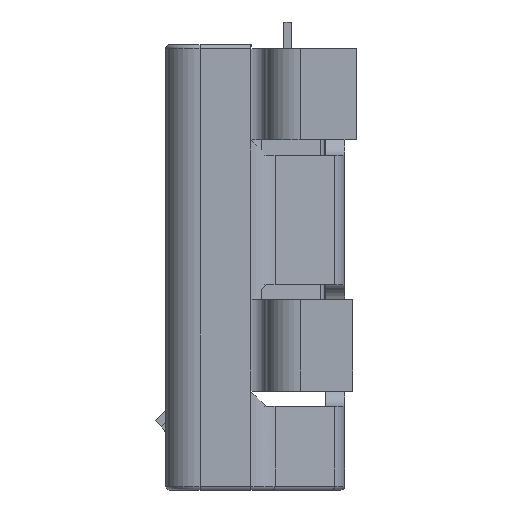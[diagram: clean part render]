
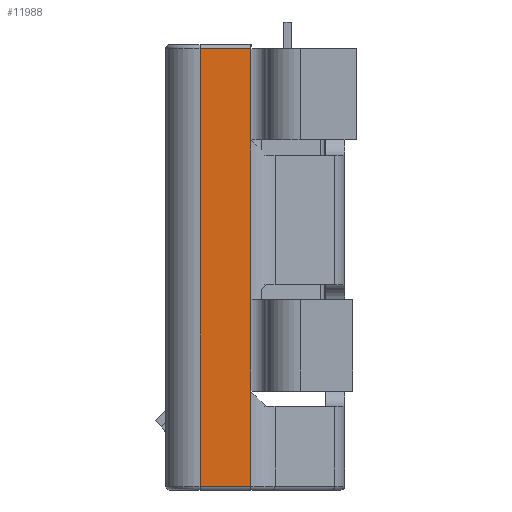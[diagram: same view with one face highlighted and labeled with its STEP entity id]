
A CAD part, left-side view. The second image highlights one B-rep face of the part: STEP entity #11988.
In plain terms, the highlighted planar face has unit normal (-1, 0, 0).
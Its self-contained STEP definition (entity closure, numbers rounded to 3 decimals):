
#539 = VERTEX_POINT ( 'NONE', #8841 ) ;
#748 = CARTESIAN_POINT ( 'NONE',  ( -3.7, 0.725, 5.8 ) ) ;
#1184 = CARTESIAN_POINT ( 'NONE',  ( -3.7, 0.058, 5.8 ) ) ;
#1516 = CARTESIAN_POINT ( 'NONE',  ( -3.7, 0.725, 5.8 ) ) ;
#1531 = CARTESIAN_POINT ( 'NONE',  ( -3.7, 0.058, 4.6 ) ) ;
#1980 = PLANE ( 'NONE',  #16218 ) ;
#2126 = VECTOR ( 'NONE', #2457, 1000. ) ;
#2457 = DIRECTION ( 'NONE',  ( 0., 0., -1. ) ) ;
#3095 = ORIENTED_EDGE ( 'NONE', *, *, #13618, .F. ) ;
#3239 = VERTEX_POINT ( 'NONE', #13483 ) ;
#3274 = DIRECTION ( 'NONE',  ( 0., 0., -1. ) ) ;
#3503 = LINE ( 'NONE', #15495, #16191 ) ;
#3528 = DIRECTION ( 'NONE',  ( 0., 0., -1. ) ) ;
#3833 = ORIENTED_EDGE ( 'NONE', *, *, #8731, .T. ) ;
#4501 = LINE ( 'NONE', #12377, #14426 ) ;
#4608 = VECTOR ( 'NONE', #8871, 1000. ) ;
#4617 = LINE ( 'NONE', #8625, #8428 ) ;
#5379 = ORIENTED_EDGE ( 'NONE', *, *, #10246, .F. ) ;
#5993 = DIRECTION ( 'NONE',  ( 1., 0., 0. ) ) ;
#6141 = ORIENTED_EDGE ( 'NONE', *, *, #11039, .F. ) ;
#6313 = CARTESIAN_POINT ( 'NONE',  ( -3.7, 0.058, 0.05 ) ) ;
#6387 = CARTESIAN_POINT ( 'NONE',  ( -3.7, 0.058, 5.85 ) ) ;
#6918 = EDGE_LOOP ( 'NONE', ( #14198, #6992, #7251, #3095, #6141, #5379, #3833 ) ) ;
#6992 = ORIENTED_EDGE ( 'NONE', *, *, #7768, .T. ) ;
#7168 = EDGE_CURVE ( 'NONE', #539, #11580, #11857, .T. ) ;
#7251 = ORIENTED_EDGE ( 'NONE', *, *, #7168, .F. ) ;
#7768 = EDGE_CURVE ( 'NONE', #10928, #11580, #4617, .T. ) ;
#8225 = LINE ( 'NONE', #748, #4608 ) ;
#8428 = VECTOR ( 'NONE', #16829, 1000. ) ;
#8625 = CARTESIAN_POINT ( 'NONE',  ( -3.7, 0.058, 0.05 ) ) ;
#8731 = EDGE_CURVE ( 'NONE', #14273, #10456, #8225, .T. ) ;
#8841 = CARTESIAN_POINT ( 'NONE',  ( -3.7, 0.058, 1.3 ) ) ;
#8871 = DIRECTION ( 'NONE',  ( 0., 1., 0. ) ) ;
#10246 = EDGE_CURVE ( 'NONE', #14273, #16359, #17025, .T. ) ;
#10456 = VERTEX_POINT ( 'NONE', #1516 ) ;
#10642 = CARTESIAN_POINT ( 'NONE',  ( -3.7, 0.058, 5.85 ) ) ;
#10928 = VERTEX_POINT ( 'NONE', #11907 ) ;
#11023 = FACE_OUTER_BOUND ( 'NONE', #6918, .T. ) ;
#11039 = EDGE_CURVE ( 'NONE', #16359, #3239, #4501, .T. ) ;
#11493 = DIRECTION ( 'NONE',  ( 0., 0., -1. ) ) ;
#11508 = CARTESIAN_POINT ( 'NONE',  ( -3.7, 0.725, 5.85 ) ) ;
#11580 = VERTEX_POINT ( 'NONE', #6313 ) ;
#11857 = LINE ( 'NONE', #10642, #2126 ) ;
#11907 = CARTESIAN_POINT ( 'NONE',  ( -3.7, 0.725, 0.05 ) ) ;
#11988 = ADVANCED_FACE ( 'NONE', ( #11023 ), #1980, .F. ) ;
#12377 = CARTESIAN_POINT ( 'NONE',  ( -3.7, 0.058, 5.85 ) ) ;
#12776 = CARTESIAN_POINT ( 'NONE',  ( -3.7, -0.025, 5.85 ) ) ;
#12906 = DIRECTION ( 'NONE',  ( 0., 0., -1. ) ) ;
#13440 = VECTOR ( 'NONE', #3528, 1000. ) ;
#13467 = VECTOR ( 'NONE', #12906, 1000. ) ;
#13483 = CARTESIAN_POINT ( 'NONE',  ( -3.7, 0.058, 2.5 ) ) ;
#13536 = EDGE_CURVE ( 'NONE', #10456, #10928, #16414, .T. ) ;
#13618 = EDGE_CURVE ( 'NONE', #3239, #539, #3503, .T. ) ;
#14198 = ORIENTED_EDGE ( 'NONE', *, *, #13536, .T. ) ;
#14273 = VERTEX_POINT ( 'NONE', #1184 ) ;
#14426 = VECTOR ( 'NONE', #14982, 1000. ) ;
#14982 = DIRECTION ( 'NONE',  ( 0., 0., -1. ) ) ;
#15495 = CARTESIAN_POINT ( 'NONE',  ( -3.7, 0.058, 5.85 ) ) ;
#16191 = VECTOR ( 'NONE', #3274, 1000. ) ;
#16218 = AXIS2_PLACEMENT_3D ( 'NONE', #12776, #5993, #11493 ) ;
#16359 = VERTEX_POINT ( 'NONE', #1531 ) ;
#16414 = LINE ( 'NONE', #11508, #13467 ) ;
#16829 = DIRECTION ( 'NONE',  ( 0., -1., 0. ) ) ;
#17025 = LINE ( 'NONE', #6387, #13440 ) ;
